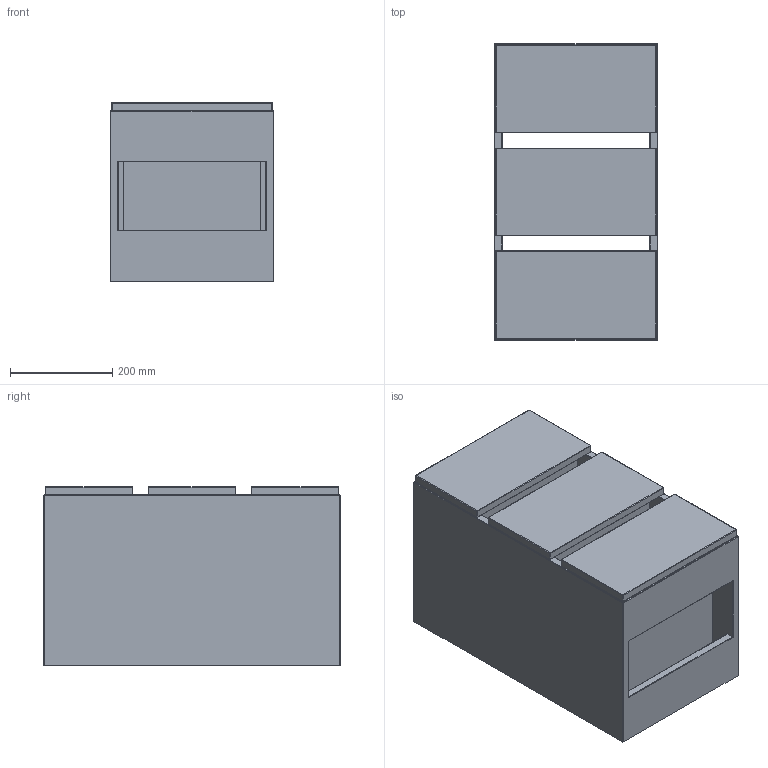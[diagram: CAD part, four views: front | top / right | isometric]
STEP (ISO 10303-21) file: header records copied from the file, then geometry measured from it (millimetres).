
FILE_DESCRIPTION (( 'STEP AP214' ), '1' );
FILE_NAME ('Kado Lux Internal Drawer Box 3.STEP', '2019-07-10T07:08:12', ( '' ), ( '' ), 'SwSTEP 2.0', 'SolidWorks 2015', '' );
FILE_SCHEMA (( 'AUTOMOTIVE_DESIGN' ));
Length unit declared in the file: millimetre
Products named in the file (1): Kado Lux Internal Drawer Box 3
Bounding box: 320 x 580 x 350 mm (x, y, z)
Volume: 41142992.9 mm3; surface area: 2451223.1 mm2
Topology: 7 solids, 7 shells, 131 faces, 290 edges, 144 vertices
Faces by surface type: cylinder 54, plane 49, sphere 28
Entity records: 3388 total; most frequent: DIRECTION 610, CARTESIAN_POINT 562, ORIENTED_EDGE 524, EDGE_CURVE 262, AXIS2_PLACEMENT_3D 224, LINE 162, VECTOR 162, VERTEX_POINT 144
